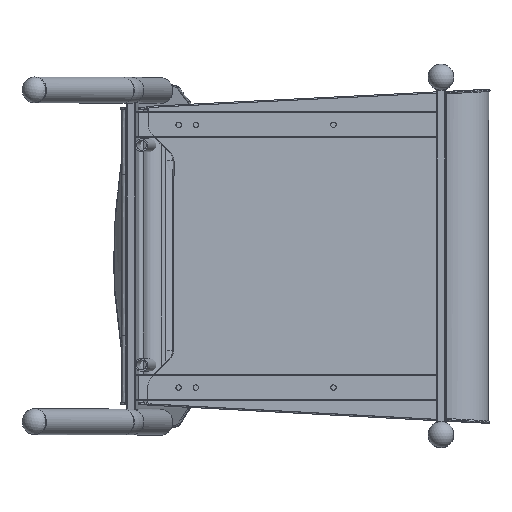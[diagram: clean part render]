
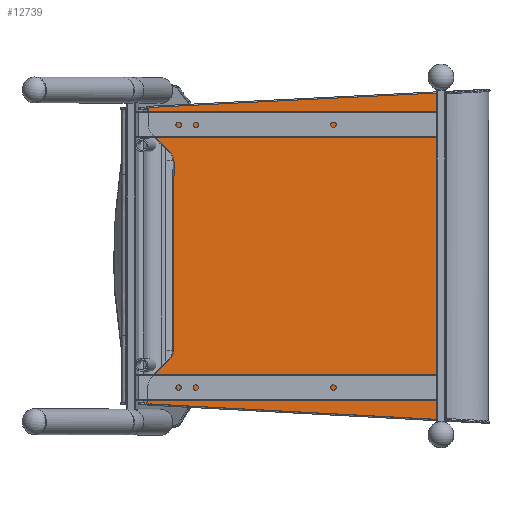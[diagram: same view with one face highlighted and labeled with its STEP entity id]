
A CAD part, top view. The second image highlights one B-rep face of the part: STEP entity #12739.
In plain terms, the highlighted face is planar.
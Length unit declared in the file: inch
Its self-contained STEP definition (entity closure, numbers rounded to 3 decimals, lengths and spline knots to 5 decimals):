
#11869=CARTESIAN_POINT('',(9.2003,-2.41996,17.33797));
#11870=VERTEX_POINT('',#11869);
#11871=CARTESIAN_POINT('',(8.98108,-2.40591,16.80764));
#11872=VERTEX_POINT('',#11871);
#11873=CARTESIAN_POINT('',(8.45184,-2.37197,17.33797));
#11874=DIRECTION('',(0.064,0.998,0.));
#11875=DIRECTION('',(0.922,-0.059,-0.383));
#11876=AXIS2_PLACEMENT_3D('',#11873,#11874,#11875);
#11877=CIRCLE('',#11876,0.75);
#11878=EDGE_CURVE('',#11870,#11872,#11877,.T.);
#12363=CARTESIAN_POINT('',(7.92259,-2.33804,15.74698));
#12364=VERTEX_POINT('',#12363);
#12365=CARTESIAN_POINT('',(7.70337,-2.32398,15.21665));
#12366=VERTEX_POINT('',#12365);
#12367=CARTESIAN_POINT('',(8.45184,-2.37197,15.21665));
#12368=DIRECTION('',(-0.064,-0.998,0.));
#12369=DIRECTION('',(-0.922,0.059,0.383));
#12370=AXIS2_PLACEMENT_3D('',#12367,#12368,#12369);
#12371=CIRCLE('',#12370,0.75);
#12372=EDGE_CURVE('',#12364,#12366,#12371,.T.);
#12395=CARTESIAN_POINT('',(7.70337,-2.32398,4.28335));
#12396=VERTEX_POINT('',#12395);
#12397=CARTESIAN_POINT('',(7.92259,-2.33804,3.75302));
#12398=VERTEX_POINT('',#12397);
#12399=CARTESIAN_POINT('',(8.45184,-2.37197,4.28335));
#12400=DIRECTION('',(-0.064,-0.998,0.));
#12401=DIRECTION('',(-0.922,0.059,-0.383));
#12402=AXIS2_PLACEMENT_3D('',#12399,#12400,#12401);
#12403=CIRCLE('',#12402,0.75);
#12404=EDGE_CURVE('',#12396,#12398,#12403,.T.);
#12427=CARTESIAN_POINT('',(8.98108,-2.40591,2.69236));
#12428=VERTEX_POINT('',#12427);
#12429=CARTESIAN_POINT('',(9.2003,-2.41996,2.16203));
#12430=VERTEX_POINT('',#12429);
#12431=CARTESIAN_POINT('',(8.45184,-2.37197,2.16203));
#12432=DIRECTION('',(0.064,0.998,0.));
#12433=DIRECTION('',(0.922,-0.059,0.383));
#12434=AXIS2_PLACEMENT_3D('',#12431,#12432,#12433);
#12435=CIRCLE('',#12434,0.75);
#12436=EDGE_CURVE('',#12428,#12430,#12435,.T.);
#12603=CARTESIAN_POINT('',(9.2003,-2.41996,1.22269));
#12604=VERTEX_POINT('',#12603);
#12605=CARTESIAN_POINT('',(9.2003,-2.41996,1.22269));
#12606=DIRECTION('',(0.0,0.0,1.0));
#12607=VECTOR('',#12606,0.93934);
#12608=LINE('',#12605,#12607);
#12609=EDGE_CURVE('',#12604,#12430,#12608,.T.);
#12631=CARTESIAN_POINT('',(8.98108,-2.40591,2.69236));
#12632=DIRECTION('',(-0.706,0.045,0.707));
#12633=VECTOR('',#12632,1.5);
#12634=LINE('',#12631,#12633);
#12635=EDGE_CURVE('',#12428,#12398,#12634,.T.);
#12646=CARTESIAN_POINT('',(7.70337,-2.32398,4.28335));
#12647=DIRECTION('',(0.0,0.0,1.0));
#12648=VECTOR('',#12647,10.93329);
#12649=LINE('',#12646,#12648);
#12650=EDGE_CURVE('',#12396,#12366,#12649,.T.);
#12663=CARTESIAN_POINT('',(7.92259,-2.33804,15.74698));
#12664=DIRECTION('',(0.706,-0.045,0.707));
#12665=VECTOR('',#12664,1.5);
#12666=LINE('',#12663,#12665);
#12667=EDGE_CURVE('',#12364,#11872,#12666,.T.);
#12676=CARTESIAN_POINT('',(9.2003,-2.41996,0.0));
#12677=DIRECTION('',(-0.064,-0.998,0.0));
#12678=DIRECTION('',(0.0,0.0,-1.0));
#12679=AXIS2_PLACEMENT_3D('',#12676,#12677,#12678);
#12680=PLANE('',#12679);
#12681=ORIENTED_EDGE('',*,*,#11878,.F.);
#12682=CARTESIAN_POINT('',(9.2003,-2.41996,18.27731));
#12683=VERTEX_POINT('',#12682);
#12684=CARTESIAN_POINT('',(9.2003,-2.41996,17.33797));
#12685=DIRECTION('',(0.0,0.0,1.0));
#12686=VECTOR('',#12685,0.93934);
#12687=LINE('',#12684,#12686);
#12688=EDGE_CURVE('',#11870,#12683,#12687,.T.);
#12689=ORIENTED_EDGE('',*,*,#12688,.T.);
#12690=CARTESIAN_POINT('',(9.13203,-2.41559,18.34935));
#12691=VERTEX_POINT('',#12690);
#12692=CARTESIAN_POINT('',(9.2003,-2.41996,18.34581));
#12693=DIRECTION('',(0.064,0.998,0.0));
#12694=DIRECTION('',(-0.998,0.064,0.0));
#12695=AXIS2_PLACEMENT_3D('',#12692,#12693,#12694);
#12696=CIRCLE('',#12695,0.0685);
#12697=EDGE_CURVE('',#12691,#12683,#12696,.T.);
#12698=ORIENTED_EDGE('',*,*,#12697,.F.);
#12699=CARTESIAN_POINT('',(-8.12755,-1.30893,19.24576));
#12700=VERTEX_POINT('',#12699);
#12701=CARTESIAN_POINT('',(9.13203,-2.41559,18.34935));
#12702=DIRECTION('',(-0.997,0.064,0.052));
#12703=VECTOR('',#12702,17.31824);
#12704=LINE('',#12701,#12703);
#12705=EDGE_CURVE('',#12691,#12700,#12704,.T.);
#12706=ORIENTED_EDGE('',*,*,#12705,.T.);
#12707=CARTESIAN_POINT('',(-8.12755,-1.30893,0.25424));
#12708=VERTEX_POINT('',#12707);
#12709=CARTESIAN_POINT('',(-8.12755,-1.30893,0.25424));
#12710=DIRECTION('',(0.0,0.0,1.0));
#12711=VECTOR('',#12710,18.99151);
#12712=LINE('',#12709,#12711);
#12713=EDGE_CURVE('',#12708,#12700,#12712,.T.);
#12714=ORIENTED_EDGE('',*,*,#12713,.F.);
#12715=CARTESIAN_POINT('',(9.13203,-2.41559,1.15065));
#12716=VERTEX_POINT('',#12715);
#12717=CARTESIAN_POINT('',(-8.12755,-1.30893,0.25424));
#12718=DIRECTION('',(0.997,-0.064,0.052));
#12719=VECTOR('',#12718,17.31824);
#12720=LINE('',#12717,#12719);
#12721=EDGE_CURVE('',#12708,#12716,#12720,.T.);
#12722=ORIENTED_EDGE('',*,*,#12721,.T.);
#12723=CARTESIAN_POINT('',(9.2003,-2.41996,1.15419));
#12724=DIRECTION('',(0.064,0.998,0.0));
#12725=DIRECTION('',(-0.998,0.064,0.0));
#12726=AXIS2_PLACEMENT_3D('',#12723,#12724,#12725);
#12727=CIRCLE('',#12726,0.0685);
#12728=EDGE_CURVE('',#12604,#12716,#12727,.T.);
#12729=ORIENTED_EDGE('',*,*,#12728,.F.);
#12730=ORIENTED_EDGE('',*,*,#12609,.T.);
#12731=ORIENTED_EDGE('',*,*,#12436,.F.);
#12732=ORIENTED_EDGE('',*,*,#12635,.T.);
#12733=ORIENTED_EDGE('',*,*,#12404,.F.);
#12734=ORIENTED_EDGE('',*,*,#12650,.T.);
#12735=ORIENTED_EDGE('',*,*,#12372,.F.);
#12736=ORIENTED_EDGE('',*,*,#12667,.T.);
#12737=EDGE_LOOP('',(#12681,#12689,#12698,#12706,#12714,#12722,#12729,#12730,#12731,#12732,#12733,#12734,#12735,#12736));
#12738=FACE_OUTER_BOUND('',#12737,.T.);
#12739=ADVANCED_FACE('',(#12738),#12680,.T.);
